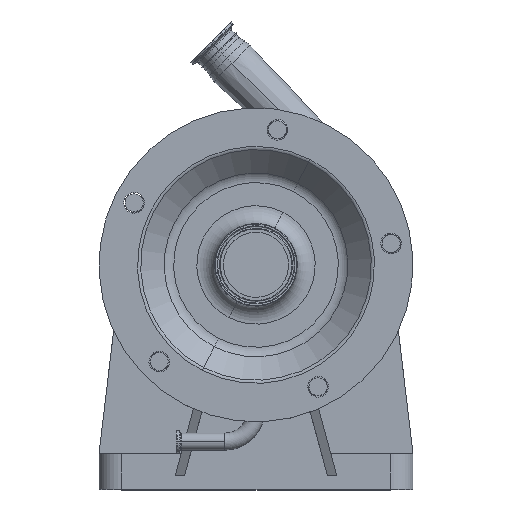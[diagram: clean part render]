
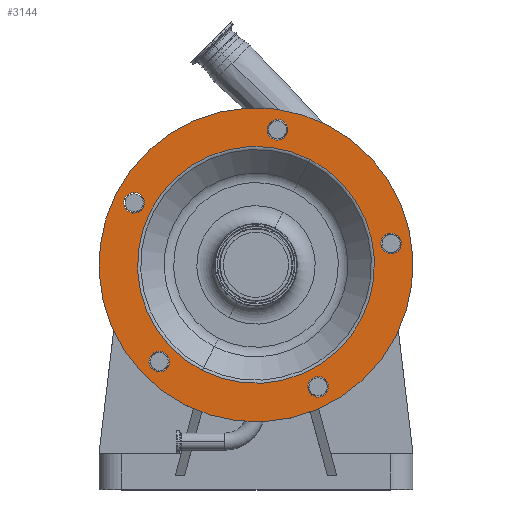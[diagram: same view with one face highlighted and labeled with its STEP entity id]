
A CAD part, top view. The second image highlights one B-rep face of the part: STEP entity #3144.
In plain terms, the highlighted planar face has unit normal (0, 0, 1).
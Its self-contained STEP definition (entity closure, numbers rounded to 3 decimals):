
#154 = CARTESIAN_POINT ( 'NONE',  ( -79.448, -155.926, 289.5 ) ) ;
#344 = CARTESIAN_POINT ( 'NONE',  ( 23.856, 150.622, 289.5 ) ) ;
#397 = EDGE_CURVE ( 'NONE', #8819, #2931, #12845, .T. ) ;
#541 = CIRCLE ( 'NONE', #6780, 11.5 ) ;
#624 = CARTESIAN_POINT ( 'NONE',  ( 69.234, -135.878, 289.5 ) ) ;
#719 = DIRECTION ( 'NONE',  ( -0.454, -0.891, 0. ) ) ;
#770 = DIRECTION ( 'NONE',  ( 0.454, 0.891, 0. ) ) ;
#888 = CIRCLE ( 'NONE', #9304, 132.071 ) ;
#927 = ORIENTED_EDGE ( 'NONE', *, *, #13619, .F. ) ;
#943 = DIRECTION ( 'NONE',  ( 0.454, 0.891, 0. ) ) ;
#1195 = DIRECTION ( 'NONE',  ( -0.454, -0.891, 0. ) ) ;
#1279 = ORIENTED_EDGE ( 'NONE', *, *, #10113, .T. ) ;
#1455 = CARTESIAN_POINT ( 'NONE',  ( 18.635, 140.376, 289.5 ) ) ;
#1499 = EDGE_LOOP ( 'NONE', ( #9348, #8894 ) ) ;
#1697 = EDGE_CURVE ( 'NONE', #14647, #4361, #3015, .T. ) ;
#1737 = AXIS2_PLACEMENT_3D ( 'NONE', #11884, #10826, #10610 ) ;
#1844 = FACE_BOUND ( 'NONE', #12021, .T. ) ;
#2017 = CARTESIAN_POINT ( 'NONE',  ( -135.878, 69.234, 289.5 ) ) ;
#2183 = EDGE_CURVE ( 'NONE', #4361, #14647, #3533, .T. ) ;
#2317 = CARTESIAN_POINT ( 'NONE',  ( 155.843, 34.103, 289.5 ) ) ;
#2360 = CARTESIAN_POINT ( 'NONE',  ( 74.454, -125.632, 289.5 ) ) ;
#2385 = EDGE_LOOP ( 'NONE', ( #927, #8963 ) ) ;
#2645 = VERTEX_POINT ( 'NONE', #12127 ) ;
#2693 = EDGE_CURVE ( 'NONE', #12153, #9725, #14127, .T. ) ;
#2812 = CARTESIAN_POINT ( 'NONE',  ( 150.622, 23.856, 289.5 ) ) ;
#2895 = FACE_BOUND ( 'NONE', #12548, .T. ) ;
#2931 = VERTEX_POINT ( 'NONE', #3368 ) ;
#2974 = DIRECTION ( 'NONE',  ( 0., 0., -1. ) ) ;
#3015 = CIRCLE ( 'NONE', #11438, 11.5 ) ;
#3046 = CARTESIAN_POINT ( 'NONE',  ( -155.926, 79.448, 289.5 ) ) ;
#3144 = ADVANCED_FACE ( 'NONE', ( #2895, #9906, #8700, #12168, #1844, #3971, #8551 ), #6437, .F. ) ;
#3182 = CIRCLE ( 'NONE', #1737, 132.071 ) ;
#3316 = AXIS2_PLACEMENT_3D ( 'NONE', #3046, #13145, #719 ) ;
#3368 = CARTESIAN_POINT ( 'NONE',  ( 64.013, -146.125, 289.5 ) ) ;
#3533 = CIRCLE ( 'NONE', #4255, 11.5 ) ;
#3547 = ORIENTED_EDGE ( 'NONE', *, *, #6274, .F. ) ;
#3633 = DIRECTION ( 'NONE',  ( 0., 0., 1. ) ) ;
#3662 = ORIENTED_EDGE ( 'NONE', *, *, #11529, .F. ) ;
#3708 = CARTESIAN_POINT ( 'NONE',  ( -107.834, -107.834, 289.5 ) ) ;
#3971 = FACE_OUTER_BOUND ( 'NONE', #1499, .T. ) ;
#4031 = AXIS2_PLACEMENT_3D ( 'NONE', #6543, #10091, #1195 ) ;
#4255 = AXIS2_PLACEMENT_3D ( 'NONE', #344, #7115, #4929 ) ;
#4361 = VERTEX_POINT ( 'NONE', #1455 ) ;
#4384 = CARTESIAN_POINT ( 'NONE',  ( 150.622, 23.856, 289.5 ) ) ;
#4636 = EDGE_CURVE ( 'NONE', #13271, #2645, #13895, .T. ) ;
#4861 = VERTEX_POINT ( 'NONE', #2317 ) ;
#4898 = VERTEX_POINT ( 'NONE', #14075 ) ;
#4909 = EDGE_CURVE ( 'NONE', #6949, #6139, #9081, .T. ) ;
#4929 = DIRECTION ( 'NONE',  ( 0.454, 0.891, 0. ) ) ;
#5040 = AXIS2_PLACEMENT_3D ( 'NONE', #624, #14418, #770 ) ;
#5074 = CARTESIAN_POINT ( 'NONE',  ( 59.959, 117.676, 289.5 ) ) ;
#5126 = EDGE_CURVE ( 'NONE', #2645, #13271, #11738, .T. ) ;
#5135 = ORIENTED_EDGE ( 'NONE', *, *, #2183, .F. ) ;
#5169 = DIRECTION ( 'NONE',  ( 0.454, 0.891, 0. ) ) ;
#5575 = DIRECTION ( 'NONE',  ( 0., 0., 1. ) ) ;
#5650 = DIRECTION ( 'NONE',  ( 0.454, 0.891, 0. ) ) ;
#5697 = AXIS2_PLACEMENT_3D ( 'NONE', #3708, #3633, #8428 ) ;
#5704 = CARTESIAN_POINT ( 'NONE',  ( 0., 0., 289.5 ) ) ;
#5957 = ORIENTED_EDGE ( 'NONE', *, *, #1697, .F. ) ;
#6139 = VERTEX_POINT ( 'NONE', #6219 ) ;
#6219 = CARTESIAN_POINT ( 'NONE',  ( -130.658, 79.48, 289.5 ) ) ;
#6274 = EDGE_CURVE ( 'NONE', #2931, #8819, #9867, .T. ) ;
#6300 = CARTESIAN_POINT ( 'NONE',  ( 29.077, 160.869, 289.5 ) ) ;
#6364 = EDGE_CURVE ( 'NONE', #9725, #12153, #12516, .T. ) ;
#6437 = PLANE ( 'NONE',  #3316 ) ;
#6455 = DIRECTION ( 'NONE',  ( 0.454, 0.891, 0. ) ) ;
#6543 = CARTESIAN_POINT ( 'NONE',  ( 0., 0., 289.5 ) ) ;
#6564 = ORIENTED_EDGE ( 'NONE', *, *, #397, .F. ) ;
#6570 = CARTESIAN_POINT ( 'NONE',  ( 69.234, -135.878, 289.5 ) ) ;
#6678 = CARTESIAN_POINT ( 'NONE',  ( -113.055, -118.08, 289.5 ) ) ;
#6780 = AXIS2_PLACEMENT_3D ( 'NONE', #4384, #5575, #5650 ) ;
#6907 = DIRECTION ( 'NONE',  ( -0.454, -0.891, 0. ) ) ;
#6949 = VERTEX_POINT ( 'NONE', #7557 ) ;
#7115 = DIRECTION ( 'NONE',  ( 0., 0., 1. ) ) ;
#7385 = CIRCLE ( 'NONE', #14385, 11.5 ) ;
#7405 = DIRECTION ( 'NONE',  ( 0.454, 0.891, 0. ) ) ;
#7420 = CARTESIAN_POINT ( 'NONE',  ( 0., 0., 289.5 ) ) ;
#7557 = CARTESIAN_POINT ( 'NONE',  ( -141.099, 58.987, 289.5 ) ) ;
#7769 = EDGE_CURVE ( 'NONE', #4898, #4861, #541, .T. ) ;
#8032 = CARTESIAN_POINT ( 'NONE',  ( -59.959, -117.676, 289.5 ) ) ;
#8261 = CIRCLE ( 'NONE', #14771, 11.5 ) ;
#8338 = DIRECTION ( 'NONE',  ( 0.454, 0.891, 0. ) ) ;
#8413 = DIRECTION ( 'NONE',  ( 0., 0., 1. ) ) ;
#8419 = VERTEX_POINT ( 'NONE', #5074 ) ;
#8428 = DIRECTION ( 'NONE',  ( 0.454, 0.891, 0. ) ) ;
#8551 = FACE_BOUND ( 'NONE', #10260, .T. ) ;
#8700 = FACE_BOUND ( 'NONE', #2385, .T. ) ;
#8819 = VERTEX_POINT ( 'NONE', #2360 ) ;
#8894 = ORIENTED_EDGE ( 'NONE', *, *, #6364, .F. ) ;
#8913 = DIRECTION ( 'NONE',  ( 0.454, 0.891, 0. ) ) ;
#8963 = ORIENTED_EDGE ( 'NONE', *, *, #7769, .F. ) ;
#9081 = CIRCLE ( 'NONE', #10530, 11.5 ) ;
#9304 = AXIS2_PLACEMENT_3D ( 'NONE', #7420, #2974, #9771 ) ;
#9348 = ORIENTED_EDGE ( 'NONE', *, *, #2693, .F. ) ;
#9628 = CARTESIAN_POINT ( 'NONE',  ( -135.878, 69.234, 289.5 ) ) ;
#9670 = ORIENTED_EDGE ( 'NONE', *, *, #5126, .F. ) ;
#9725 = VERTEX_POINT ( 'NONE', #13029 ) ;
#9771 = DIRECTION ( 'NONE',  ( -0.454, -0.891, 0. ) ) ;
#9849 = DIRECTION ( 'NONE',  ( 0., 0., 1. ) ) ;
#9867 = CIRCLE ( 'NONE', #5040, 11.5 ) ;
#9906 = FACE_BOUND ( 'NONE', #13357, .T. ) ;
#9924 = DIRECTION ( 'NONE',  ( 0., 0., 1. ) ) ;
#10091 = DIRECTION ( 'NONE',  ( 0., 0., -1. ) ) ;
#10113 = EDGE_CURVE ( 'NONE', #14046, #8419, #3182, .T. ) ;
#10199 = DIRECTION ( 'NONE',  ( 0., 0., 1. ) ) ;
#10260 = EDGE_LOOP ( 'NONE', ( #3662, #13724 ) ) ;
#10267 = CARTESIAN_POINT ( 'NONE',  ( 23.856, 150.622, 289.5 ) ) ;
#10328 = DIRECTION ( 'NONE',  ( 0., 0., 1. ) ) ;
#10530 = AXIS2_PLACEMENT_3D ( 'NONE', #9628, #8413, #8338 ) ;
#10610 = DIRECTION ( 'NONE',  ( -0.454, -0.891, 0. ) ) ;
#10826 = DIRECTION ( 'NONE',  ( 0., 0., -1. ) ) ;
#11438 = AXIS2_PLACEMENT_3D ( 'NONE', #10267, #10199, #943 ) ;
#11529 = EDGE_CURVE ( 'NONE', #6139, #6949, #8261, .T. ) ;
#11579 = EDGE_LOOP ( 'NONE', ( #5957, #5135 ) ) ;
#11738 = CIRCLE ( 'NONE', #13178, 11.5 ) ;
#11884 = CARTESIAN_POINT ( 'NONE',  ( 0., 0., 289.5 ) ) ;
#12021 = EDGE_LOOP ( 'NONE', ( #1279, #14191 ) ) ;
#12127 = CARTESIAN_POINT ( 'NONE',  ( -102.613, -97.587, 289.5 ) ) ;
#12153 = VERTEX_POINT ( 'NONE', #154 ) ;
#12168 = FACE_BOUND ( 'NONE', #11579, .T. ) ;
#12516 = CIRCLE ( 'NONE', #13475, 175. ) ;
#12548 = EDGE_LOOP ( 'NONE', ( #9670, #12860 ) ) ;
#12845 = CIRCLE ( 'NONE', #14053, 11.5 ) ;
#12860 = ORIENTED_EDGE ( 'NONE', *, *, #4636, .F. ) ;
#12948 = DIRECTION ( 'NONE',  ( 0., 0., -1. ) ) ;
#13029 = CARTESIAN_POINT ( 'NONE',  ( 79.448, 155.926, 289.5 ) ) ;
#13145 = DIRECTION ( 'NONE',  ( 0., 0., -1. ) ) ;
#13178 = AXIS2_PLACEMENT_3D ( 'NONE', #13458, #9849, #5169 ) ;
#13271 = VERTEX_POINT ( 'NONE', #6678 ) ;
#13357 = EDGE_LOOP ( 'NONE', ( #6564, #3547 ) ) ;
#13436 = EDGE_CURVE ( 'NONE', #8419, #14046, #888, .T. ) ;
#13458 = CARTESIAN_POINT ( 'NONE',  ( -107.834, -107.834, 289.5 ) ) ;
#13475 = AXIS2_PLACEMENT_3D ( 'NONE', #5704, #12948, #6907 ) ;
#13619 = EDGE_CURVE ( 'NONE', #4861, #4898, #7385, .T. ) ;
#13724 = ORIENTED_EDGE ( 'NONE', *, *, #4909, .F. ) ;
#13895 = CIRCLE ( 'NONE', #5697, 11.5 ) ;
#14046 = VERTEX_POINT ( 'NONE', #8032 ) ;
#14053 = AXIS2_PLACEMENT_3D ( 'NONE', #6570, #10328, #8913 ) ;
#14075 = CARTESIAN_POINT ( 'NONE',  ( 145.402, 13.61, 289.5 ) ) ;
#14127 = CIRCLE ( 'NONE', #4031, 175. ) ;
#14191 = ORIENTED_EDGE ( 'NONE', *, *, #13436, .T. ) ;
#14385 = AXIS2_PLACEMENT_3D ( 'NONE', #2812, #14498, #7405 ) ;
#14418 = DIRECTION ( 'NONE',  ( 0., 0., 1. ) ) ;
#14498 = DIRECTION ( 'NONE',  ( 0., 0., 1. ) ) ;
#14647 = VERTEX_POINT ( 'NONE', #6300 ) ;
#14771 = AXIS2_PLACEMENT_3D ( 'NONE', #2017, #9924, #6455 ) ;
